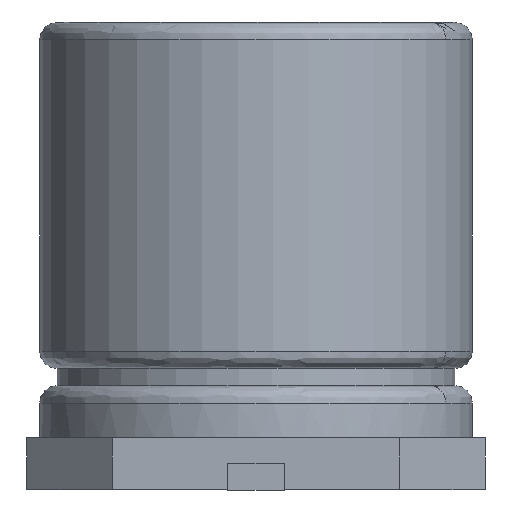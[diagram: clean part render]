
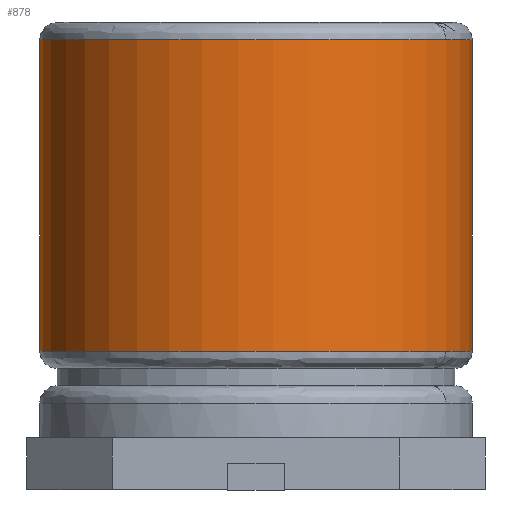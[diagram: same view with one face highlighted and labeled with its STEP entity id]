
A CAD part, front view. The second image highlights one B-rep face of the part: STEP entity #878.
In plain terms, the highlighted cylindrical face has radius 2.5 mm (diameter 5 mm), a partial arc.
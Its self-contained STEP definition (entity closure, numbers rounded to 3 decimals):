
#48 = DIRECTION ( 'NONE',  ( -0.878, 0.479, 0. ) ) ;
#49 = DIRECTION ( 'NONE',  ( 0., 0., 1. ) ) ;
#50 = CARTESIAN_POINT ( 'NONE',  ( 0., 0., 1.6 ) ) ;
#51 = AXIS2_PLACEMENT_3D ( 'NONE', #50, #49, #48 ) ;
#52 = CIRCLE ( 'NONE', #51, 2.5 ) ;
#144 = CARTESIAN_POINT ( 'NONE',  ( -2.5, 0., 1.6 ) ) ;
#442 = CARTESIAN_POINT ( 'NONE',  ( 2.194, -1.199, 5.2 ) ) ;
#492 = CARTESIAN_POINT ( 'NONE',  ( 2.5, 0., 5.2 ) ) ;
#493 = DIRECTION ( 'NONE',  ( -0.878, 0.479, 0. ) ) ;
#494 = DIRECTION ( 'NONE',  ( 0., 0., 1. ) ) ;
#495 = CARTESIAN_POINT ( 'NONE',  ( 0., 0., 5.2 ) ) ;
#496 = AXIS2_PLACEMENT_3D ( 'NONE', #495, #494, #493 ) ;
#497 = CIRCLE ( 'NONE', #496, 2.5 ) ;
#529 = CARTESIAN_POINT ( 'NONE',  ( 2.5, 0., 1.6 ) ) ;
#783 = ORIENTED_EDGE ( 'NONE', *, *, #1088, .T. ) ;
#846 = EDGE_CURVE ( 'NONE', #847, #897, #1506, .T. ) ;
#847 = VERTEX_POINT ( 'NONE', #1602 ) ;
#873 = EDGE_CURVE ( 'NONE', #1049, #1019, #1536, .T. ) ;
#877 = EDGE_CURVE ( 'NONE', #847, #1046, #1499, .T. ) ;
#878 = ADVANCED_FACE ( 'NONE', ( #1494 ), #1451, .T. ) ;
#879 = EDGE_LOOP ( 'NONE', ( #880, #890, #891, #892, #893, #783 ) ) ;
#880 = ORIENTED_EDGE ( 'NONE', *, *, #873, .F. ) ;
#890 = ORIENTED_EDGE ( 'NONE', *, *, #1048, .F. ) ;
#891 = ORIENTED_EDGE ( 'NONE', *, *, #877, .F. ) ;
#892 = ORIENTED_EDGE ( 'NONE', *, *, #846, .T. ) ;
#893 = ORIENTED_EDGE ( 'NONE', *, *, #894, .T. ) ;
#894 = EDGE_CURVE ( 'NONE', #897, #1089, #52, .T. ) ;
#897 = VERTEX_POINT ( 'NONE', #144 ) ;
#1019 = VERTEX_POINT ( 'NONE', #529 ) ;
#1046 = VERTEX_POINT ( 'NONE', #442 ) ;
#1048 = EDGE_CURVE ( 'NONE', #1046, #1049, #497, .T. ) ;
#1049 = VERTEX_POINT ( 'NONE', #492 ) ;
#1088 = EDGE_CURVE ( 'NONE', #1089, #1019, #1778, .T. ) ;
#1089 = VERTEX_POINT ( 'NONE', #1779 ) ;
#1448 = DIRECTION ( 'NONE',  ( -1., 0., 0. ) ) ;
#1449 = DIRECTION ( 'NONE',  ( 0., 0., -1. ) ) ;
#1450 = AXIS2_PLACEMENT_3D ( 'NONE', #1452, #1449, #1448 ) ;
#1451 = CYLINDRICAL_SURFACE ( 'NONE', #1450, 2.5 ) ;
#1452 = CARTESIAN_POINT ( 'NONE',  ( 0., 0., 5.2 ) ) ;
#1494 = FACE_OUTER_BOUND ( 'NONE', #879, .T. ) ;
#1495 = DIRECTION ( 'NONE',  ( -0.878, 0.479, 0. ) ) ;
#1496 = DIRECTION ( 'NONE',  ( 0., 0., 1. ) ) ;
#1497 = CARTESIAN_POINT ( 'NONE',  ( 0., 0., 5.2 ) ) ;
#1498 = AXIS2_PLACEMENT_3D ( 'NONE', #1497, #1496, #1495 ) ;
#1499 = CIRCLE ( 'NONE', #1498, 2.5 ) ;
#1505 = CARTESIAN_POINT ( 'NONE',  ( -2.5, 0., 5.2 ) ) ;
#1506 = LINE ( 'NONE', #1505, #1604 ) ;
#1533 = DIRECTION ( 'NONE',  ( 0., 0., -1. ) ) ;
#1534 = VECTOR ( 'NONE', #1533, 1000. ) ;
#1535 = CARTESIAN_POINT ( 'NONE',  ( 2.5, 0., 5.2 ) ) ;
#1536 = LINE ( 'NONE', #1535, #1534 ) ;
#1602 = CARTESIAN_POINT ( 'NONE',  ( -2.5, 0., 5.2 ) ) ;
#1603 = DIRECTION ( 'NONE',  ( 0., 0., -1. ) ) ;
#1604 = VECTOR ( 'NONE', #1603, 1000. ) ;
#1774 = CARTESIAN_POINT ( 'NONE',  ( 0., 0., 1.6 ) ) ;
#1775 = DIRECTION ( 'NONE',  ( -0.878, 0.479, 0. ) ) ;
#1776 = DIRECTION ( 'NONE',  ( 0., 0., 1. ) ) ;
#1777 = AXIS2_PLACEMENT_3D ( 'NONE', #1774, #1776, #1775 ) ;
#1778 = CIRCLE ( 'NONE', #1777, 2.5 ) ;
#1779 = CARTESIAN_POINT ( 'NONE',  ( 2.194, -1.199, 1.6 ) ) ;
